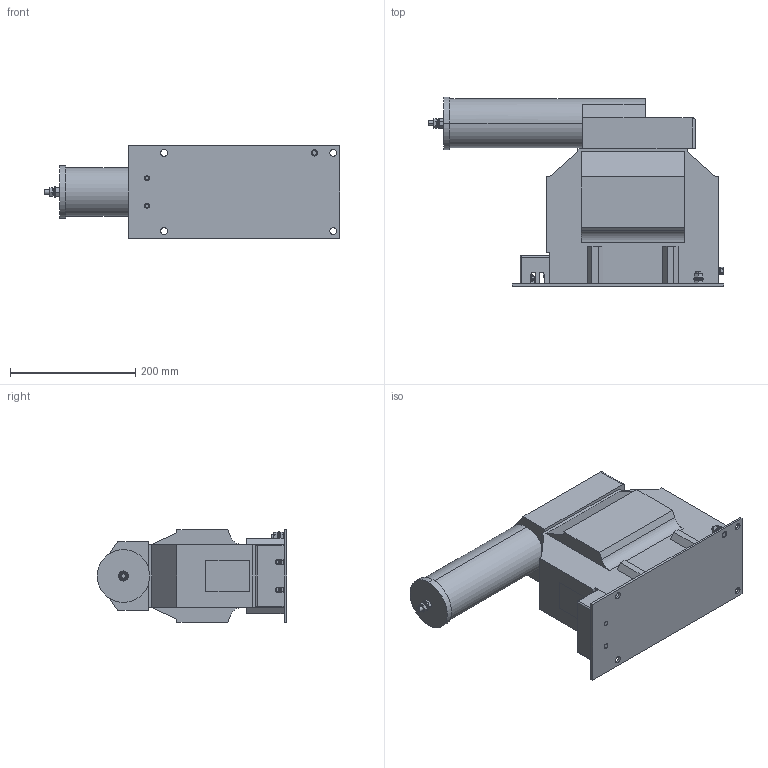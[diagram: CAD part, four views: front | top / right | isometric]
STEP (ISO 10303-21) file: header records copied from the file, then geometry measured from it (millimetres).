
FILE_DESCRIPTION (( 'STEP AP214' ), '1' );
FILE_NAME ('ﾍﾈﾎﾋ-ﾑﾒ-3-2ﾌﾏ_ﾍﾈﾎﾋ-ﾑﾒ-6-2ﾌﾏ_ﾍﾈﾎﾋ-ﾑﾒ-10-2ﾌﾏ.STEP', '2023-08-09T20:31:58', ( '' ), ( '' ), 'SwSTEP 2.0', 'SolidWorks 2019', '' );
FILE_SCHEMA (( 'AUTOMOTIVE_DESIGN' ));
Length unit declared in the file: millimetre
Products named in the file (1): 虯恂-旂-3-2昑_虯恂-旂-6-2昑_虯恂-旂-10-2昑
Bounding box: 471 x 303.1 x 148 mm (x, y, z)
Volume: 8985704.1 mm3; surface area: 411321.1 mm2
Topology: 36 solids, 36 shells, 910 faces, 2320 edges, 1512 vertices
Faces by surface type: plane 500, cylinder 185, cone 131, bspline 72, torus 16, sphere 6
Entity records: 41470 total; most frequent: CARTESIAN_POINT 9478, ORIENTED_EDGE 4628, DIRECTION 4222, EDGE_CURVE 2314, VERTEX_POINT 1512, AXIS2_PLACEMENT_3D 1487, VECTOR 1248, LINE 1248
